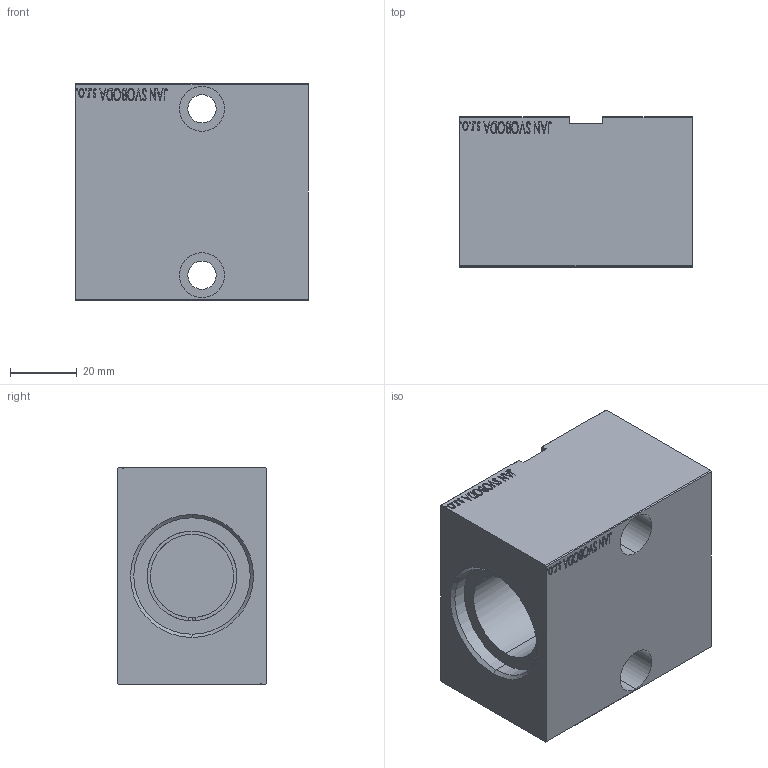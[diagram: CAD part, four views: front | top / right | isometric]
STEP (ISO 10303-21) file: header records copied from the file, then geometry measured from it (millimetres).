
FILE_DESCRIPTION (( 'STEP AP203' ), '1' );
FILE_NAME ('ebdf.STEP', '2022-01-03T14:42:41', ( '' ), ( '' ), 'SwSTEP 2.0', 'SolidWorks 2019', '' );
FILE_SCHEMA (( 'CONFIG_CONTROL_DESIGN' ));
Length unit declared in the file: millimetre
Products named in the file (1): ebdf
Bounding box: 70 x 45 x 65 mm (x, y, z)
Volume: 157384.2 mm3; surface area: 30446.1 mm2
Topology: 1 solids, 1 shells, 801 faces, 2085 edges, 1388 vertices
Faces by surface type: plane 393, bspline 380, cylinder 26, cone 2
Entity records: 41406 total; most frequent: CARTESIAN_POINT 24219, ORIENTED_EDGE 4170, DIRECTION 2213, EDGE_CURVE 2085, VERTEX_POINT 1388, LINE 1269, VECTOR 1269, EDGE_LOOP 911
